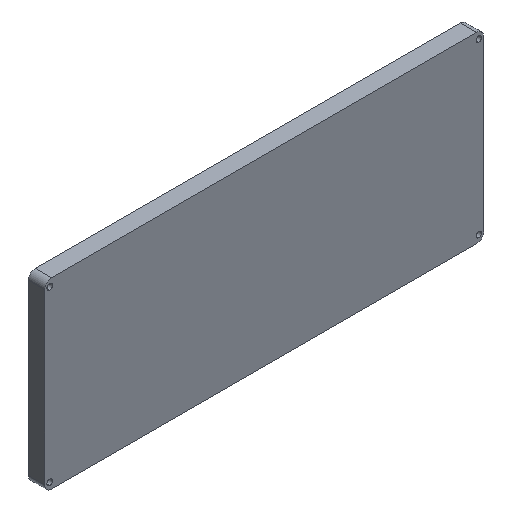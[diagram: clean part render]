
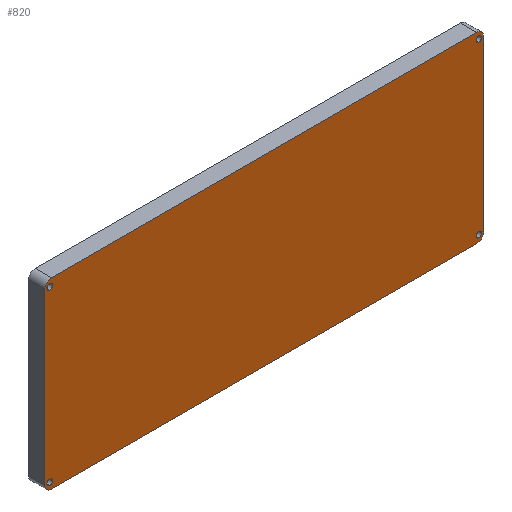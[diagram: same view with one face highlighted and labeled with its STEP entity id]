
A CAD part, isometric view. The second image highlights one B-rep face of the part: STEP entity #820.
In plain terms, the highlighted planar face has unit normal (0, -1, 0).
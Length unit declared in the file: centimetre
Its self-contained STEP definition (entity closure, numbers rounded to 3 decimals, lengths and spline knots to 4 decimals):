
#10 = EDGE_CURVE ( 'NONE', #584, #527, #162, .T. ) ;
#15 = DIRECTION ( 'NONE',  ( 0., 1., 0. ) ) ;
#18 = EDGE_CURVE ( 'NONE', #864, #201, #250, .T. ) ;
#31 = DIRECTION ( 'NONE',  ( 0., 0., 1. ) ) ;
#39 = CARTESIAN_POINT ( 'NONE',  ( -15.675, 0., -5.9838 ) ) ;
#41 = AXIS2_PLACEMENT_3D ( 'NONE', #454, #15, #652 ) ;
#45 = FACE_BOUND ( 'NONE', #566, .T. ) ;
#53 = AXIS2_PLACEMENT_3D ( 'NONE', #722, #842, #85 ) ;
#62 = DIRECTION ( 'NONE',  ( 0., 0., 1. ) ) ;
#65 = DIRECTION ( 'NONE',  ( 0., -1., 0. ) ) ;
#70 = EDGE_CURVE ( 'NONE', #460, #562, #355, .T. ) ;
#82 = VERTEX_POINT ( 'NONE', #563 ) ;
#85 = DIRECTION ( 'NONE',  ( 0., 0., 1. ) ) ;
#95 = DIRECTION ( 'NONE',  ( 0., 1., 0. ) ) ;
#99 = CARTESIAN_POINT ( 'NONE',  ( 15.525, 0., 6.1837 ) ) ;
#107 = CARTESIAN_POINT ( 'NONE',  ( 16.025, 0., 0. ) ) ;
#141 = CARTESIAN_POINT ( 'NONE',  ( 15.525, 0., -6.1837 ) ) ;
#146 = CIRCLE ( 'NONE', #522, 0.5 ) ;
#161 = DIRECTION ( 'NONE',  ( 0., -1., 0. ) ) ;
#162 = CIRCLE ( 'NONE', #846, 0.2 ) ;
#166 = CARTESIAN_POINT ( 'NONE',  ( 15.675, 0., -6.3837 ) ) ;
#171 = CARTESIAN_POINT ( 'NONE',  ( -16.025, 0., 6.1838 ) ) ;
#177 = ORIENTED_EDGE ( 'NONE', *, *, #816, .T. ) ;
#187 = CARTESIAN_POINT ( 'NONE',  ( 15.525, 0., 6.6837 ) ) ;
#188 = ORIENTED_EDGE ( 'NONE', *, *, #433, .T. ) ;
#200 = EDGE_CURVE ( 'NONE', #521, #813, #556, .T. ) ;
#201 = VERTEX_POINT ( 'NONE', #469 ) ;
#213 = VERTEX_POINT ( 'NONE', #39 ) ;
#215 = CARTESIAN_POINT ( 'NONE',  ( 15.525, 0., -6.6837 ) ) ;
#216 = ORIENTED_EDGE ( 'NONE', *, *, #245, .T. ) ;
#222 = VERTEX_POINT ( 'NONE', #881 ) ;
#223 = DIRECTION ( 'NONE',  ( 0., 1., 0. ) ) ;
#225 = CARTESIAN_POINT ( 'NONE',  ( -16.025, 0., 0. ) ) ;
#241 = EDGE_CURVE ( 'NONE', #201, #864, #687, .T. ) ;
#245 = EDGE_CURVE ( 'NONE', #286, #259, #371, .T. ) ;
#250 = CIRCLE ( 'NONE', #53, 0.2 ) ;
#254 = VECTOR ( 'NONE', #339, 100. ) ;
#255 = CARTESIAN_POINT ( 'NONE',  ( 15.675, 0., 6.3862 ) ) ;
#256 = FACE_BOUND ( 'NONE', #667, .T. ) ;
#259 = VERTEX_POINT ( 'NONE', #325 ) ;
#271 = DIRECTION ( 'NONE',  ( 0., -1., 0. ) ) ;
#273 = VERTEX_POINT ( 'NONE', #187 ) ;
#275 = ORIENTED_EDGE ( 'NONE', *, *, #18, .T. ) ;
#278 = EDGE_CURVE ( 'NONE', #813, #273, #905, .T. ) ;
#284 = CIRCLE ( 'NONE', #835, 0.5 ) ;
#286 = VERTEX_POINT ( 'NONE', #255 ) ;
#297 = AXIS2_PLACEMENT_3D ( 'NONE', #536, #531, #806 ) ;
#303 = ORIENTED_EDGE ( 'NONE', *, *, #379, .T. ) ;
#304 = EDGE_LOOP ( 'NONE', ( #216, #424 ) ) ;
#305 = DIRECTION ( 'NONE',  ( 0., 1., 0. ) ) ;
#307 = DIRECTION ( 'NONE',  ( 0., 0., 1. ) ) ;
#313 = DIRECTION ( 'NONE',  ( 0., 0., 1. ) ) ;
#319 = DIRECTION ( 'NONE',  ( 0., -1., 0. ) ) ;
#325 = CARTESIAN_POINT ( 'NONE',  ( 15.675, 0., 5.9863 ) ) ;
#326 = CIRCLE ( 'NONE', #673, 0.2 ) ;
#327 = DIRECTION ( 'NONE',  ( 0., 1., 0. ) ) ;
#331 = FACE_OUTER_BOUND ( 'NONE', #598, .T. ) ;
#339 = DIRECTION ( 'NONE',  ( 1., 0., 0. ) ) ;
#355 = LINE ( 'NONE', #225, #619 ) ;
#361 = CARTESIAN_POINT ( 'NONE',  ( -15.675, 0., 6.3862 ) ) ;
#363 = DIRECTION ( 'NONE',  ( 0., 0., 1. ) ) ;
#371 = CIRCLE ( 'NONE', #485, 0.2 ) ;
#379 = EDGE_CURVE ( 'NONE', #381, #213, #721, .T. ) ;
#380 = ORIENTED_EDGE ( 'NONE', *, *, #848, .T. ) ;
#381 = VERTEX_POINT ( 'NONE', #516 ) ;
#382 = CARTESIAN_POINT ( 'NONE',  ( -15.525, 0., 6.1838 ) ) ;
#383 = CARTESIAN_POINT ( 'NONE',  ( -15.675, 0., -6.1837 ) ) ;
#398 = FACE_BOUND ( 'NONE', #451, .T. ) ;
#414 = ORIENTED_EDGE ( 'NONE', *, *, #70, .F. ) ;
#424 = ORIENTED_EDGE ( 'NONE', *, *, #599, .T. ) ;
#428 = ORIENTED_EDGE ( 'NONE', *, *, #241, .T. ) ;
#429 = CIRCLE ( 'NONE', #431, 0.2 ) ;
#431 = AXIS2_PLACEMENT_3D ( 'NONE', #569, #223, #557 ) ;
#433 = EDGE_CURVE ( 'NONE', #213, #381, #326, .T. ) ;
#435 = VERTEX_POINT ( 'NONE', #215 ) ;
#451 = EDGE_LOOP ( 'NONE', ( #803, #177 ) ) ;
#454 = CARTESIAN_POINT ( 'NONE',  ( -15.675, 0., -6.1837 ) ) ;
#460 = VERTEX_POINT ( 'NONE', #708 ) ;
#469 = CARTESIAN_POINT ( 'NONE',  ( 15.675, 0., -5.9838 ) ) ;
#470 = CARTESIAN_POINT ( 'NONE',  ( 0., 0., 6.6837 ) ) ;
#474 = CARTESIAN_POINT ( 'NONE',  ( -15.525, 0., -6.1837 ) ) ;
#485 = AXIS2_PLACEMENT_3D ( 'NONE', #808, #870, #600 ) ;
#494 = DIRECTION ( 'NONE',  ( 0., 0., 1. ) ) ;
#509 = EDGE_CURVE ( 'NONE', #82, #435, #665, .T. ) ;
#516 = CARTESIAN_POINT ( 'NONE',  ( -15.675, 0., -6.3837 ) ) ;
#519 = AXIS2_PLACEMENT_3D ( 'NONE', #99, #319, #873 ) ;
#521 = VERTEX_POINT ( 'NONE', #614 ) ;
#522 = AXIS2_PLACEMENT_3D ( 'NONE', #382, #161, #726 ) ;
#527 = VERTEX_POINT ( 'NONE', #867 ) ;
#531 = DIRECTION ( 'NONE',  ( 0., 1., 0. ) ) ;
#534 = AXIS2_PLACEMENT_3D ( 'NONE', #618, #95, #313 ) ;
#536 = CARTESIAN_POINT ( 'NONE',  ( 15.675, 0., -6.1837 ) ) ;
#556 = LINE ( 'NONE', #107, #719 ) ;
#557 = DIRECTION ( 'NONE',  ( 0., 0., 1. ) ) ;
#562 = VERTEX_POINT ( 'NONE', #171 ) ;
#563 = CARTESIAN_POINT ( 'NONE',  ( -15.525, 0., -6.6837 ) ) ;
#565 = ORIENTED_EDGE ( 'NONE', *, *, #200, .T. ) ;
#566 = EDGE_LOOP ( 'NONE', ( #188, #303 ) ) ;
#569 = CARTESIAN_POINT ( 'NONE',  ( 15.675, 0., 6.1862 ) ) ;
#576 = DIRECTION ( 'NONE',  ( 0., 1., 0. ) ) ;
#584 = VERTEX_POINT ( 'NONE', #361 ) ;
#593 = CARTESIAN_POINT ( 'NONE',  ( 0., 0., -6.6837 ) ) ;
#598 = EDGE_LOOP ( 'NONE', ( #565, #725, #639, #380, #414, #733, #868, #770 ) ) ;
#599 = EDGE_CURVE ( 'NONE', #259, #286, #429, .T. ) ;
#600 = DIRECTION ( 'NONE',  ( 0., 0., 1. ) ) ;
#606 = EDGE_CURVE ( 'NONE', #435, #521, #807, .T. ) ;
#614 = CARTESIAN_POINT ( 'NONE',  ( 16.025, 0., -6.1837 ) ) ;
#617 = LINE ( 'NONE', #470, #254 ) ;
#618 = CARTESIAN_POINT ( 'NONE',  ( 0., 0., 0. ) ) ;
#619 = VECTOR ( 'NONE', #494, 100. ) ;
#620 = VECTOR ( 'NONE', #802, 100. ) ;
#623 = CARTESIAN_POINT ( 'NONE',  ( 16.025, 0., 6.1837 ) ) ;
#639 = ORIENTED_EDGE ( 'NONE', *, *, #796, .F. ) ;
#652 = DIRECTION ( 'NONE',  ( 0., 0., 1. ) ) ;
#665 = LINE ( 'NONE', #593, #620 ) ;
#666 = AXIS2_PLACEMENT_3D ( 'NONE', #141, #65, #62 ) ;
#667 = EDGE_LOOP ( 'NONE', ( #428, #275 ) ) ;
#673 = AXIS2_PLACEMENT_3D ( 'NONE', #383, #576, #307 ) ;
#677 = FACE_BOUND ( 'NONE', #304, .T. ) ;
#686 = EDGE_CURVE ( 'NONE', #460, #82, #284, .T. ) ;
#687 = CIRCLE ( 'NONE', #297, 0.2 ) ;
#695 = CARTESIAN_POINT ( 'NONE',  ( -15.675, 0., 6.1862 ) ) ;
#708 = CARTESIAN_POINT ( 'NONE',  ( -16.025, 0., -6.1837 ) ) ;
#719 = VECTOR ( 'NONE', #31, 100. ) ;
#721 = CIRCLE ( 'NONE', #41, 0.2 ) ;
#722 = CARTESIAN_POINT ( 'NONE',  ( 15.675, 0., -6.1837 ) ) ;
#725 = ORIENTED_EDGE ( 'NONE', *, *, #278, .T. ) ;
#726 = DIRECTION ( 'NONE',  ( 0., 0., 1. ) ) ;
#733 = ORIENTED_EDGE ( 'NONE', *, *, #686, .T. ) ;
#750 = DIRECTION ( 'NONE',  ( 0., 0., 1. ) ) ;
#767 = AXIS2_PLACEMENT_3D ( 'NONE', #695, #327, #879 ) ;
#770 = ORIENTED_EDGE ( 'NONE', *, *, #606, .T. ) ;
#773 = CARTESIAN_POINT ( 'NONE',  ( -15.675, 0., 6.1862 ) ) ;
#780 = CIRCLE ( 'NONE', #767, 0.2 ) ;
#796 = EDGE_CURVE ( 'NONE', #222, #273, #617, .T. ) ;
#802 = DIRECTION ( 'NONE',  ( 1., 0., 0. ) ) ;
#803 = ORIENTED_EDGE ( 'NONE', *, *, #10, .T. ) ;
#806 = DIRECTION ( 'NONE',  ( 0., 0., 1. ) ) ;
#807 = CIRCLE ( 'NONE', #666, 0.5 ) ;
#808 = CARTESIAN_POINT ( 'NONE',  ( 15.675, 0., 6.1862 ) ) ;
#813 = VERTEX_POINT ( 'NONE', #623 ) ;
#816 = EDGE_CURVE ( 'NONE', #527, #584, #780, .T. ) ;
#820 = ADVANCED_FACE ( 'NONE', ( #256, #398, #677, #45, #331 ), #884, .F. ) ;
#835 = AXIS2_PLACEMENT_3D ( 'NONE', #474, #271, #750 ) ;
#842 = DIRECTION ( 'NONE',  ( 0., 1., 0. ) ) ;
#846 = AXIS2_PLACEMENT_3D ( 'NONE', #773, #305, #363 ) ;
#848 = EDGE_CURVE ( 'NONE', #222, #562, #146, .T. ) ;
#864 = VERTEX_POINT ( 'NONE', #166 ) ;
#867 = CARTESIAN_POINT ( 'NONE',  ( -15.675, 0., 5.9863 ) ) ;
#868 = ORIENTED_EDGE ( 'NONE', *, *, #509, .T. ) ;
#870 = DIRECTION ( 'NONE',  ( 0., 1., 0. ) ) ;
#873 = DIRECTION ( 'NONE',  ( 0., 0., 1. ) ) ;
#879 = DIRECTION ( 'NONE',  ( 0., 0., 1. ) ) ;
#881 = CARTESIAN_POINT ( 'NONE',  ( -15.525, 0., 6.6838 ) ) ;
#884 = PLANE ( 'NONE',  #534 ) ;
#905 = CIRCLE ( 'NONE', #519, 0.5 ) ;
